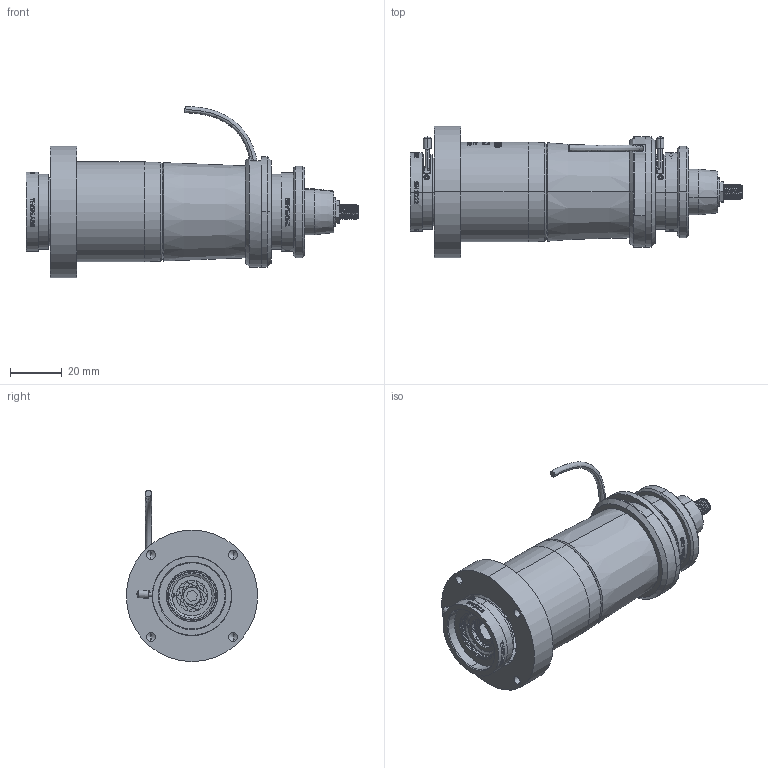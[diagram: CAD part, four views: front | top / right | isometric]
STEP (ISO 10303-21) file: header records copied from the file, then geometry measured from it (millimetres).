
FILE_DESCRIPTION (( 'STEP AP214' ), '1' );
FILE_NAME ('STN052138-E0W.STEP', '2020-02-07T14:12:27', ( '' ), ( '' ), 'SwSTEP 2.0', 'SolidWorks 2018', '' );
FILE_SCHEMA (( 'AUTOMOTIVE_DESIGN' ));
Length unit declared in the file: millimetre
Products named in the file (1): STN052138-E0W
Bounding box: 128.37 x 50.8 x 66.16 mm (x, y, z)
Volume: 54584.4 mm3; surface area: 45999.9 mm2
Topology: 42 solids, 42 shells, 1576 faces, 4271 edges, 2946 vertices
Faces by surface type: plane 619, cylinder 531, bspline 285, cone 125, torus 12, sphere 4
Entity records: 99047 total; most frequent: CARTESIAN_POINT 43079, ORIENTED_EDGE 8510, DIRECTION 7018, EDGE_CURVE 4255, VERTEX_POINT 2946, AXIS2_PLACEMENT_3D 2768, EDGE_LOOP 1849, UNCERTAINTY_MEASURE_WITH_UNIT 1620
